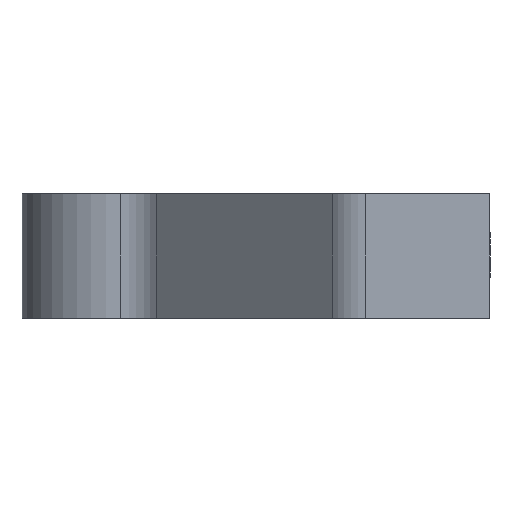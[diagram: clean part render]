
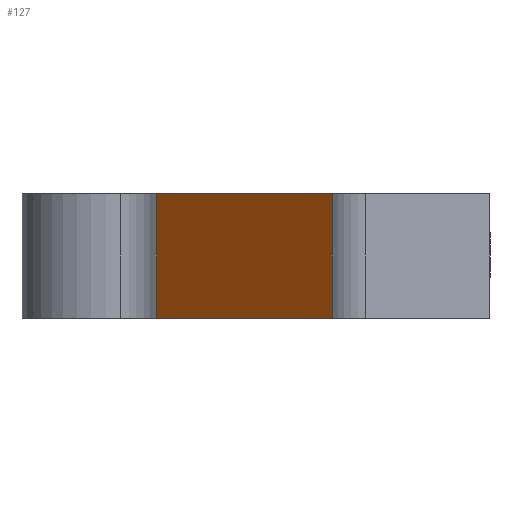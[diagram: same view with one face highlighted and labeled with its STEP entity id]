
A CAD part, left-side view. The second image highlights one B-rep face of the part: STEP entity #127.
In plain terms, the highlighted planar face has unit normal (-0.707, 0.707, 0).
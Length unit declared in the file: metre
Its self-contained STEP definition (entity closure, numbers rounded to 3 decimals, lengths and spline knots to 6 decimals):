
#127 = ADVANCED_FACE( 'NONE', ( #279 ), #280, .F. );
#279 = FACE_OUTER_BOUND( '', #1419, .T. );
#280 = PLANE( '', #1420 );
#1419 = EDGE_LOOP( '', ( #2749, #2750, #2751, #2752 ) );
#1420 = AXIS2_PLACEMENT_3D( '', #2753, #2754, #2755 );
#2749 = ORIENTED_EDGE( '', *, *, #3490, .T. );
#2750 = ORIENTED_EDGE( '', *, *, #3491, .T. );
#2751 = ORIENTED_EDGE( '', *, *, #3492, .F. );
#2752 = ORIENTED_EDGE( '', *, *, #3179, .T. );
#2753 = CARTESIAN_POINT( '', ( -0.019, -0.014757, 0.008 ) );
#2754 = DIRECTION( '', ( 0.707, -0.707, 0. ) );
#2755 = DIRECTION( '', ( 0., 0., -1. ) );
#3179 = EDGE_CURVE( 'NONE', #3588, #3592, #3594, .T. );
#3490 = EDGE_CURVE( 'NONE', #3592, #4170, #4171, .T. );
#3491 = EDGE_CURVE( 'NONE', #4170, #4172, #4173, .T. );
#3492 = EDGE_CURVE( 'NONE', #3588, #4172, #4174, .T. );
#3588 = VERTEX_POINT( 'NONE', #4305 );
#3592 = VERTEX_POINT( 'NONE', #4310 );
#3594 = LINE( '', #4312, #4313 );
#4170 = VERTEX_POINT( 'NONE', #8258 );
#4171 = LINE( '', #8259, #8260 );
#4172 = VERTEX_POINT( 'NONE', #8261 );
#4173 = LINE( '', #8262, #8263 );
#4174 = LINE( '', #8264, #8265 );
#4305 = CARTESIAN_POINT( '', ( -0.006865, -0.002622, 0.008 ) );
#4310 = CARTESIAN_POINT( '', ( -0.006865, -0.002622, 0. ) );
#4312 = CARTESIAN_POINT( '', ( -0.006865, -0.002622, 0. ) );
#4313 = VECTOR( '', #8758, 1. );
#8258 = CARTESIAN_POINT( '', ( -0.018121, -0.013879, 0. ) );
#8259 = CARTESIAN_POINT( '', ( -0.019, -0.014757, 0. ) );
#8260 = VECTOR( '', #8868, 1. );
#8261 = CARTESIAN_POINT( '', ( -0.018121, -0.013879, 0.008 ) );
#8262 = CARTESIAN_POINT( '', ( -0.018121, -0.013879, 0.008 ) );
#8263 = VECTOR( '', #8869, 1. );
#8264 = CARTESIAN_POINT( '', ( -0.019, -0.014757, 0.008 ) );
#8265 = VECTOR( '', #8870, 1. );
#8758 = DIRECTION( '', ( 0., 0., -1. ) );
#8868 = DIRECTION( '', ( -0.707, -0.707, 0. ) );
#8869 = DIRECTION( '', ( 0., 0., 1. ) );
#8870 = DIRECTION( '', ( -0.707, -0.707, 0. ) );
